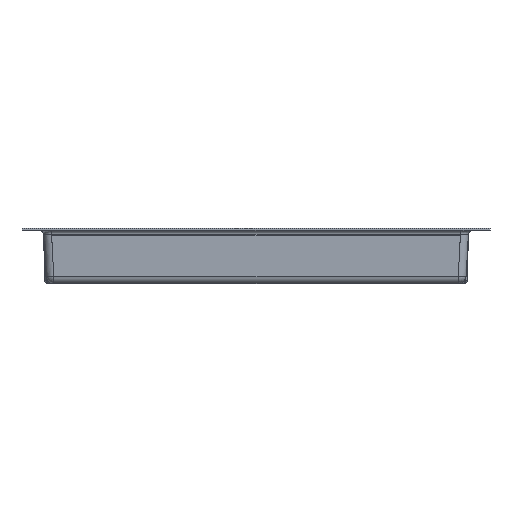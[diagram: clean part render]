
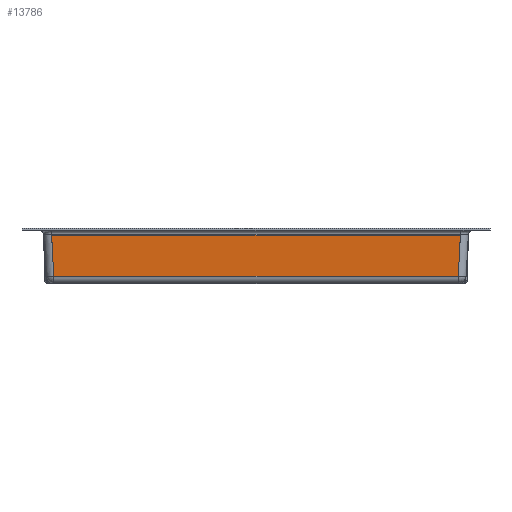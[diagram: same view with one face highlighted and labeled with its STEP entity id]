
A CAD part, front view. The second image highlights one B-rep face of the part: STEP entity #13786.
In plain terms, the highlighted planar face has unit normal (0, -0.999, -0.052).
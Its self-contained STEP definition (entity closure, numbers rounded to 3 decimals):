
#2391=FACE_OUTER_BOUND('',#3241,.T.);
#3241=EDGE_LOOP('',(#11118,#11119,#11120,#11121));
#4254=LINE('',#72193,#5106);
#4255=LINE('',#72195,#5107);
#4256=LINE('',#72197,#5108);
#4257=LINE('',#72198,#5109);
#5106=VECTOR('',#17928,1000.);
#5107=VECTOR('',#17929,1000.);
#5108=VECTOR('',#17930,1000.);
#5109=VECTOR('',#17931,1000.);
#6216=VERTEX_POINT('',#72191);
#6217=VERTEX_POINT('',#72192);
#6218=VERTEX_POINT('',#72194);
#6219=VERTEX_POINT('',#72196);
#7884=EDGE_CURVE('',#6216,#6217,#4254,.T.);
#7885=EDGE_CURVE('',#6218,#6216,#4255,.T.);
#7886=EDGE_CURVE('',#6219,#6218,#4256,.T.);
#7887=EDGE_CURVE('',#6217,#6219,#4257,.T.);
#11118=ORIENTED_EDGE('',*,*,#7884,.F.);
#11119=ORIENTED_EDGE('',*,*,#7885,.F.);
#11120=ORIENTED_EDGE('',*,*,#7886,.F.);
#11121=ORIENTED_EDGE('',*,*,#7887,.F.);
#12343=PLANE('',#14969);
#13786=ADVANCED_FACE('',(#2391),#12343,.T.);
#14969=AXIS2_PLACEMENT_3D('',#72190,#17926,#17927);
#17926=DIRECTION('center_axis',(0.,-0.999,-0.052));
#17927=DIRECTION('ref_axis',(0.,0.052,-0.999));
#17928=DIRECTION('',(-0.052,-0.052,0.997));
#17929=DIRECTION('',(-1.,0.,0.));
#17930=DIRECTION('',(-0.052,0.052,-0.997));
#17931=DIRECTION('',(1.,0.,0.));
#72190=CARTESIAN_POINT('Origin',(-62.405,-31.115,54.));
#72191=CARTESIAN_POINT('',(-51.983,-28.683,7.581));
#72192=CARTESIAN_POINT('',(-54.167,-30.867,49.262));
#72193=CARTESIAN_POINT('',(-54.437,-31.137,54.416));
#72194=CARTESIAN_POINT('',(357.668,-28.683,7.581));
#72195=CARTESIAN_POINT('',(-59.575,-28.683,7.581));
#72196=CARTESIAN_POINT('',(359.852,-30.867,49.262));
#72197=CARTESIAN_POINT('',(357.292,-28.307,0.416));
#72198=CARTESIAN_POINT('',(-62.405,-30.867,49.262));
